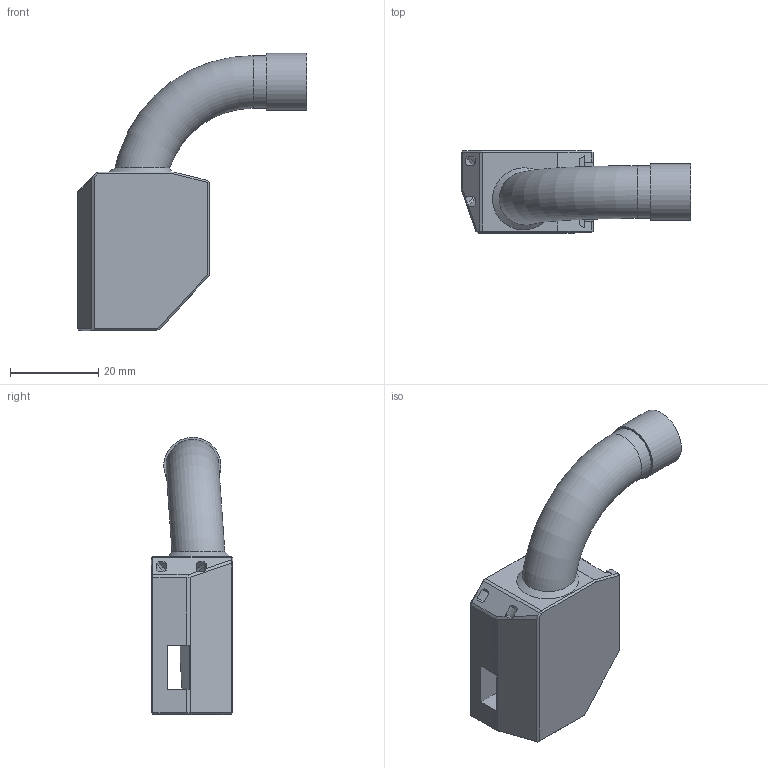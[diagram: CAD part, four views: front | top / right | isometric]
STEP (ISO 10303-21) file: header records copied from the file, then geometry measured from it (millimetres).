
FILE_DESCRIPTION(/* description */ (''),/* implementation_level */ '2;1');
FILE_NAME(/* name */ '__coupler_block_MMB_180_no_switch.step',/* time_stamp */ '2023-12-09T01:18:23-05:00',/* author */ (''),/* organization */ (''),/* preprocessor_version */ 'ST-DEVELOPER v20',/* originating_system */ 'Autodesk Translation Framework v12.14.0.127',/* authorisation */ '');
FILE_SCHEMA (('AUTOMOTIVE_DESIGN { 1 0 10303 214 3 1 1 }'));
Length unit declared in the file: millimetre
Products named in the file (1): __coupler_block_MMB_180_no_switch
Bounding box: 52.25 x 18.6 x 62.98 mm (x, y, z)
Volume: 19077.7 mm3; surface area: 8310 mm2
Topology: 1 solids, 1 shells, 104 faces, 257 edges, 154 vertices
Faces by surface type: plane 82, cylinder 9, cone 6, bspline 4, torus 3
Full cylindrical faces by diameter (mm): 2.2 x1, 4.9 x1, 12 x1, 13 x1
Entity records: 3426 total; most frequent: CARTESIAN_POINT 968, ORIENTED_EDGE 510, DIRECTION 484, EDGE_CURVE 255, LINE 204, VECTOR 204, VERTEX_POINT 154, AXIS2_PLACEMENT_3D 140
